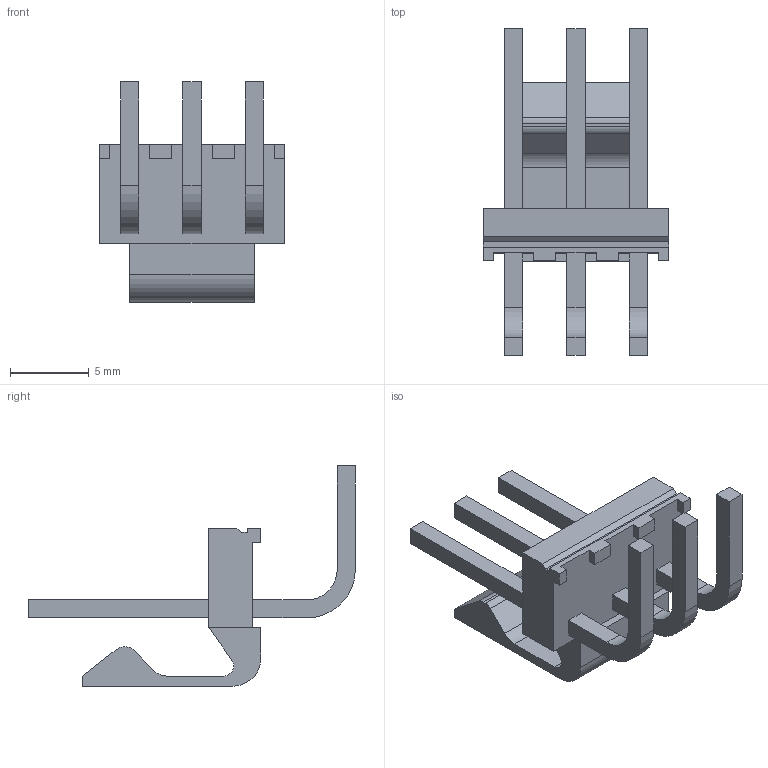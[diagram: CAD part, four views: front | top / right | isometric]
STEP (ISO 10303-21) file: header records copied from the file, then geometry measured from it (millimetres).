
FILE_DESCRIPTION(('STEP AP214'),'1');
FILE_NAME('41792-0529.stp','2017-04-18T22:00:50',('TraceParts'),('TraceParts S.A.'),'Spatial InterOp 3D',' ',' ');
FILE_SCHEMA(('automotive_design'));
Length unit declared in the file: millimetre
Products named in the file (2): 41792-0529_1; 1
Bounding box: 11.73 x 20.71 x 13.97 mm (x, y, z)
Volume: 455.3 mm3; surface area: 858 mm2
Topology: 1 solids, 1 shells, 83 faces, 227 edges, 158 vertices
Faces by surface type: plane 72, cylinder 11
Entity records: 2626 total; most frequent: CARTESIAN_POINT 458, ORIENTED_EDGE 442, DIRECTION 425, EDGE_CURVE 221, LINE 199, VECTOR 199, VERTEX_POINT 146, AXIS2_PLACEMENT_3D 113
